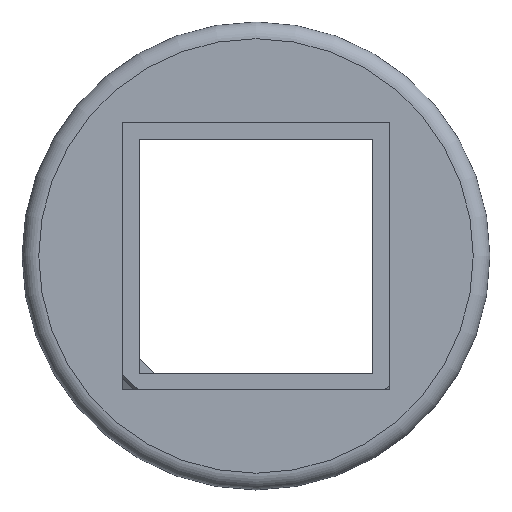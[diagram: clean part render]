
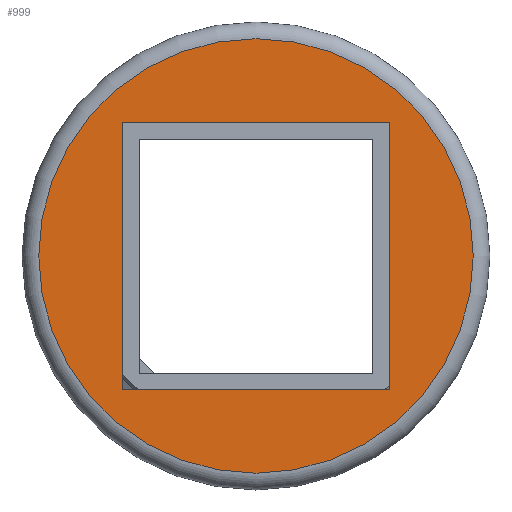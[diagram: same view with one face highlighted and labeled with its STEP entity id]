
A CAD part, top view. The second image highlights one B-rep face of the part: STEP entity #999.
In plain terms, the highlighted planar face has unit normal (0, 0, 1).
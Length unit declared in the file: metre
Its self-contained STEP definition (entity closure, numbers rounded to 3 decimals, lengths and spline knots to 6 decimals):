
#105=CIRCLE('',#1062,0.013);
#226=ORIENTED_EDGE('',*,*,#501,.T.);
#227=ORIENTED_EDGE('',*,*,#502,.F.);
#228=ORIENTED_EDGE('',*,*,#503,.T.);
#229=ORIENTED_EDGE('',*,*,#504,.T.);
#230=ORIENTED_EDGE('',*,*,#505,.F.);
#501=EDGE_CURVE('',#626,#626,#105,.T.);
#502=EDGE_CURVE('',#627,#628,#690,.T.);
#503=EDGE_CURVE('',#627,#629,#691,.T.);
#504=EDGE_CURVE('',#629,#630,#692,.T.);
#505=EDGE_CURVE('',#628,#630,#693,.T.);
#626=VERTEX_POINT('',#3907);
#627=VERTEX_POINT('',#3909);
#628=VERTEX_POINT('',#3910);
#629=VERTEX_POINT('',#3912);
#630=VERTEX_POINT('',#3914);
#690=LINE('',#3908,#770);
#691=LINE('',#3911,#771);
#692=LINE('',#3913,#772);
#693=LINE('',#3915,#773);
#770=VECTOR('',#1178,1.);
#771=VECTOR('',#1179,1.);
#772=VECTOR('',#1180,1.);
#773=VECTOR('',#1181,1.);
#841=EDGE_LOOP('',(#226));
#842=EDGE_LOOP('',(#227,#228,#229,#230));
#905=FACE_BOUND('',#841,.T.);
#906=FACE_BOUND('',#842,.T.);
#951=PLANE('',#1061);
#999=ADVANCED_FACE('',(#905,#906),#951,.T.);
#1061=AXIS2_PLACEMENT_3D('',#3905,#1174,#1175);
#1062=AXIS2_PLACEMENT_3D('',#3906,#1176,#1177);
#1174=DIRECTION('',(0.,0.,1.));
#1175=DIRECTION('',(1.,0.,0.));
#1176=DIRECTION('',(0.,0.,1.));
#1177=DIRECTION('',(1.,0.,0.));
#1178=DIRECTION('',(1.,0.,0.));
#1179=DIRECTION('',(0.,1.,0.));
#1180=DIRECTION('',(1.,0.,0.));
#1181=DIRECTION('',(0.,1.,0.));
#3905=CARTESIAN_POINT('',(0.,0.,0.003));
#3906=CARTESIAN_POINT('',(0.,0.,0.003));
#3907=CARTESIAN_POINT('',(0.013,0.,0.003));
#3908=CARTESIAN_POINT('',(0.,-0.008,0.003));
#3909=CARTESIAN_POINT('',(-0.008,-0.008,0.003));
#3910=CARTESIAN_POINT('',(0.008,-0.008,0.003));
#3911=CARTESIAN_POINT('',(-0.008,0.,0.003));
#3912=CARTESIAN_POINT('',(-0.008,0.008,0.003));
#3913=CARTESIAN_POINT('',(0.,0.008,0.003));
#3914=CARTESIAN_POINT('',(0.008,0.008,0.003));
#3915=CARTESIAN_POINT('',(0.008,0.,0.003));
